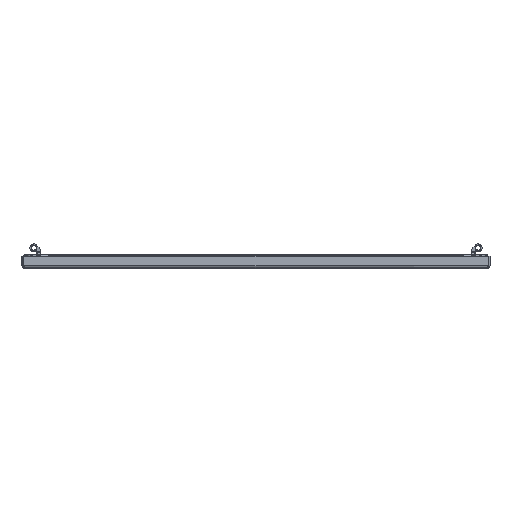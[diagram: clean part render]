
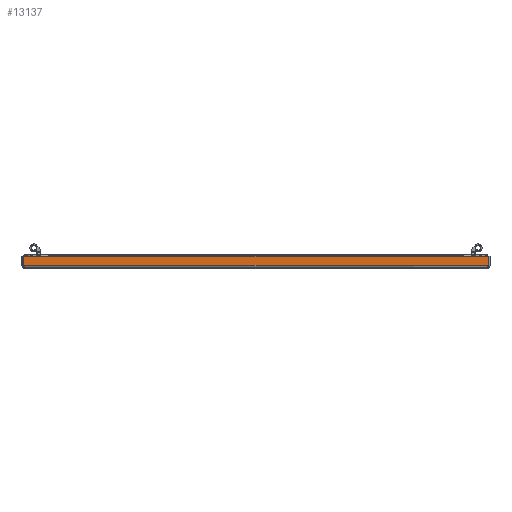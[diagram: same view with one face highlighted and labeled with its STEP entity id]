
A CAD part, front view. The second image highlights one B-rep face of the part: STEP entity #13137.
In plain terms, the highlighted planar face has unit normal (0, -1, 0).
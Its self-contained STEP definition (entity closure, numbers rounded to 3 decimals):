
#6 = CARTESIAN_POINT ( 'NONE',  ( -296.293, -698.5, 13.6 ) ) ;
#204 = CARTESIAN_POINT ( 'NONE',  ( 0., -698.5, 0. ) ) ;
#870 = VECTOR ( 'NONE', #10840, 1000. ) ;
#1176 = ORIENTED_EDGE ( 'NONE', *, *, #7618, .T. ) ;
#1372 = LINE ( 'NONE', #10787, #870 ) ;
#2482 = CARTESIAN_POINT ( 'NONE',  ( 0., -698.5, 13.6 ) ) ;
#3084 = CARTESIAN_POINT ( 'NONE',  ( -298.4, -698.5, 2. ) ) ;
#3256 = DIRECTION ( 'NONE',  ( 0., 0., 1. ) ) ;
#3834 = FACE_OUTER_BOUND ( 'NONE', #5253, .T. ) ;
#4055 = DIRECTION ( 'NONE',  ( -1., 0., 0. ) ) ;
#4465 = DIRECTION ( 'NONE',  ( 0., 1., 0. ) ) ;
#4546 = VECTOR ( 'NONE', #4055, 1000. ) ;
#4918 = EDGE_CURVE ( 'NONE', #5420, #6333, #7182, .T. ) ;
#5191 = VERTEX_POINT ( 'NONE', #11753 ) ;
#5253 = EDGE_LOOP ( 'NONE', ( #9898, #1176, #13257, #13492 ) ) ;
#5420 = VERTEX_POINT ( 'NONE', #7935 ) ;
#5563 = DIRECTION ( 'NONE',  ( -1., 0., 0. ) ) ;
#6333 = VERTEX_POINT ( 'NONE', #9820 ) ;
#6602 = LINE ( 'NONE', #12504, #12070 ) ;
#7182 = LINE ( 'NONE', #3084, #4546 ) ;
#7618 = EDGE_CURVE ( 'NONE', #5420, #5191, #1372, .T. ) ;
#7935 = CARTESIAN_POINT ( 'NONE',  ( 296.293, -698.5, 2. ) ) ;
#8339 = LINE ( 'NONE', #2482, #10508 ) ;
#8369 = EDGE_CURVE ( 'NONE', #6333, #9575, #6602, .T. ) ;
#9575 = VERTEX_POINT ( 'NONE', #6 ) ;
#9820 = CARTESIAN_POINT ( 'NONE',  ( -296.293, -698.5, 2. ) ) ;
#9898 = ORIENTED_EDGE ( 'NONE', *, *, #4918, .F. ) ;
#10508 = VECTOR ( 'NONE', #5563, 1000. ) ;
#10787 = CARTESIAN_POINT ( 'NONE',  ( 296.293, -698.5, 0. ) ) ;
#10802 = PLANE ( 'NONE',  #11257 ) ;
#10840 = DIRECTION ( 'NONE',  ( 0., 0., 1. ) ) ;
#11257 = AXIS2_PLACEMENT_3D ( 'NONE', #204, #4465, #12764 ) ;
#11753 = CARTESIAN_POINT ( 'NONE',  ( 296.293, -698.5, 13.6 ) ) ;
#12070 = VECTOR ( 'NONE', #3256, 1000. ) ;
#12193 = EDGE_CURVE ( 'NONE', #5191, #9575, #8339, .T. ) ;
#12504 = CARTESIAN_POINT ( 'NONE',  ( -296.293, -698.5, 0. ) ) ;
#12764 = DIRECTION ( 'NONE',  ( 0., 0., 1. ) ) ;
#13137 = ADVANCED_FACE ( 'NONE', ( #3834 ), #10802, .F. ) ;
#13257 = ORIENTED_EDGE ( 'NONE', *, *, #12193, .T. ) ;
#13492 = ORIENTED_EDGE ( 'NONE', *, *, #8369, .F. ) ;
